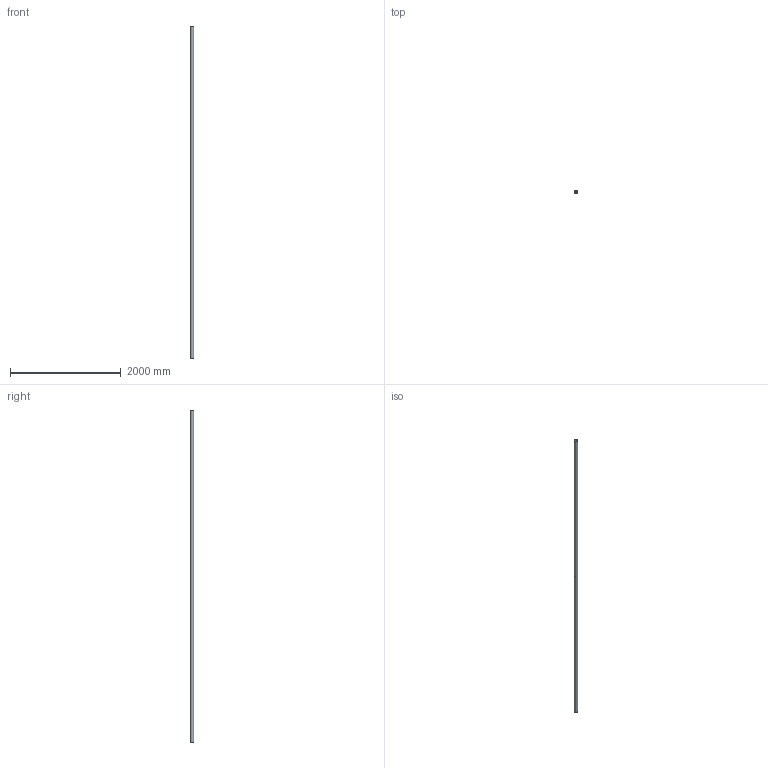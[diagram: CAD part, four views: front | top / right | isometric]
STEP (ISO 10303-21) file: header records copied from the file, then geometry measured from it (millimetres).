
FILE_DESCRIPTION (( 'STEP AP203' ), '1' );
FILE_NAME ('55155-240.step', '2024-04-29T09:30:01', ( '' ), ( '' ), 'SwSTEP 2.0', 'SolidWorks 2018', '' );
FILE_SCHEMA (( 'CONFIG_CONTROL_DESIGN' ));
Length unit declared in the file: millimetre
Products named in the file (1): 55155-240
Bounding box: 60.3 x 60.3 x 6000 mm (x, y, z)
Volume: 2723760.5 mm3; surface area: 2179923.6 mm2
Topology: 1 solids, 1 shells, 271 faces, 738 edges, 492 vertices
Faces by surface type: plane 131, bspline 115, cylinder 25
Full cylindrical faces by diameter (mm): 55.3 x1, 60.3 x1
Entity records: 12824 total; most frequent: CARTESIAN_POINT 6656, ORIENTED_EDGE 1472, DIRECTION 906, EDGE_CURVE 736, VERTEX_POINT 492, VECTOR 364, LINE 364, EDGE_LOOP 298
